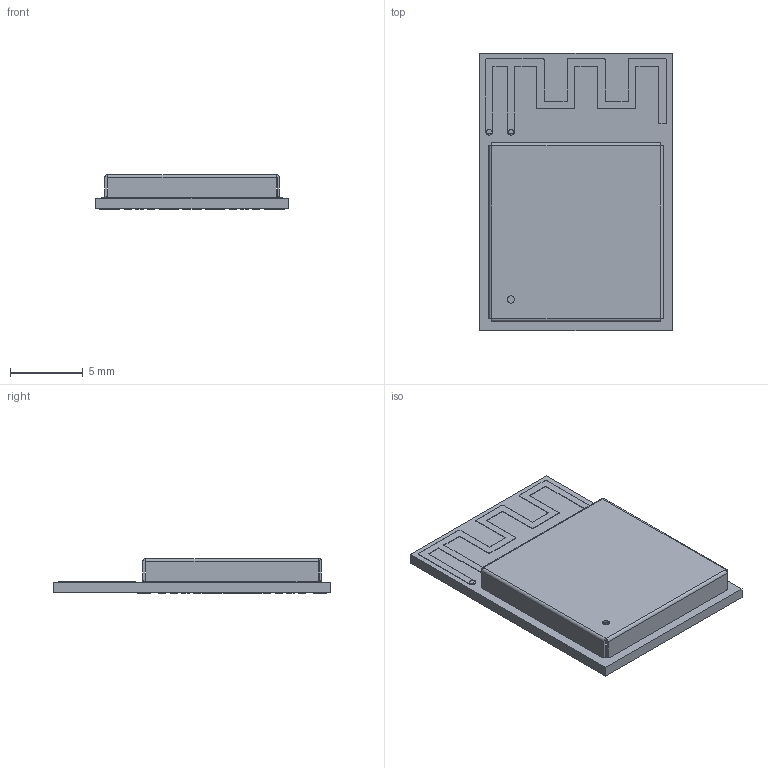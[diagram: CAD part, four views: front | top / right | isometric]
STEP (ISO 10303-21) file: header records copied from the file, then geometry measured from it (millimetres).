
FILE_DESCRIPTION (( 'STEP AP214' ), '1' );
FILE_NAME ('ESP32-MINI-1_20211122.STEP', '2021-11-22T02:50:21', ( '' ), ( '' ), 'SwSTEP 2.0', 'SolidWorks', '' );
FILE_SCHEMA (( 'AUTOMOTIVE_DESIGN' ));
Length unit declared in the file: millimetre
Products named in the file (231): Submodel-SOD882_part^DesignRootModel_PCB_ESP32-MINI-1_V1(2)_PCB_ESP32-MINI-1_V1; uid__1-298^DesignRootModel_PCB_ESP32-MINI-1_V1(2)_PCB_ESP32-MINI-1_V1; Submodel-C0201_part^DesignRootModel_PCB_ESP32-MINI-1_V1(2)_PCB_ESP32-MINI-1_V1; uid__1-187^DesignRootModel_PCB_ESP32-MINI-1_V1(2)_PCB_ESP32-MINI-1_V1; uid__1-244^DesignRootModel_PCB_ESP32-MINI-1_V1(2)_PCB_ESP32-MINI-1_V1; C0402_20210301.STEP^Submodel-C0402_part_DesignRootModel_PCB_ESP32-MINI-1_V1(2)_PCB_ESP32-MINI-1_V1; uid__1-323^DesignRootModel_PCB_ESP32-MINI-1_V1(2)_PCB_ESP32-MINI-1_V1; uid__4-157^DesignRootModel_PCB_ESP32-MINI-1_V1(2)_PCB_ESP32-MINI-1_V1; uid__1-348^DesignRootModel_PCB_ESP32-MINI-1_V1(2)_PCB_ESP32-MINI-1_V1; C0201_20210301.STEP^Submodel-C0201_part_DesignRootModel_PCB_ESP32-MINI-1_V1(2)_PCB_ESP32-MINI-1_V1; uid__4-139^DesignRootModel_PCB_ESP32-MINI-1_V1(2)_PCB_ESP32-MINI-1_V1; uid__1-235^DesignRootModel_PCB_ESP32-MINI-1_V1(2)_PCB_ESP32-MINI-1_V1; uid__4-104^DesignRootModel_PCB_ESP32-MINI-1_V1(2)_PCB_ESP32-MINI-1_V1; uid__4-87^DesignRootModel_PCB_ESP32-MINI-1_V1(2)_PCB_ESP32-MINI-1_V1; uid__4-3^DesignRootModel_PCB_ESP32-MINI-1_V1(2)_PCB_ESP32-MINI-1_V1; uid__1-232^DesignRootModel_PCB_ESP32-MINI-1_V1(2)_PCB_ESP32-MINI-1_V1; uid__1-309^DesignRootModel_PCB_ESP32-MINI-1_V1(2)_PCB_ESP32-MINI-1_V1; XTAL3225_20210301.STEP^Submodel-XTAL3225_part_DesignRootModel_PCB_ESP32-MINI-1_V1(2)_PCB_ESP32-MINI-1_V1; uid__4-44^DesignRootModel_PCB_ESP32-MINI-1_V1(2)_PCB_ESP32-MINI-1_V1; uid__1-345^DesignRootModel_PCB_ESP32-MINI-1_V1(2)_PCB_ESP32-MINI-1_V1; uid__4-140^DesignRootModel_PCB_ESP32-MINI-1_V1(2)_PCB_ESP32-MINI-1_V1; C0402_20210301.STEP^C0402_20210301.STEP_Submodel-C0402_part_DesignRootModel_PCB_ESP32-MINI-1_V1(2)_PCB_ESP32-MINI-1_V1; uid__1-370^DesignRootModel_PCB_ESP32-MINI-1_V1(2)_PCB_ESP32-MINI-1_V1; uid__1-335^DesignRootModel_PCB_ESP32-MINI-1_V1(2)_PCB_ESP32-MINI-1_V1; uid__1-274^DesignRootModel_PCB_ESP32-MINI-1_V1(2)_PCB_ESP32-MINI-1_V1; uid__1-307^DesignRootModel_PCB_ESP32-MINI-1_V1(2)_PCB_ESP32-MINI-1_V1; uid__1-220^DesignRootModel_PCB_ESP32-MINI-1_V1(2)_PCB_ESP32-MINI-1_V1; Submodel-XTAL3225_part^DesignRootModel_PCB_ESP32-MINI-1_V1(2)_PCB_ESP32-MINI-1_V1; uid__1-247^DesignRootModel_PCB_ESP32-MINI-1_V1(2)_PCB_ESP32-MINI-1_V1; Submodel-R0201_part^DesignRootModel_PCB_ESP32-MINI-1_V1(2)_PCB_ESP32-MINI-1_V1; uid__4-64^DesignRootModel_PCB_ESP32-MINI-1_V1(2)_PCB_ESP32-MINI-1_V1; uid__1-269^DesignRootModel_PCB_ESP32-MINI-1_V1(2)_PCB_ESP32-MINI-1_V1; uid__1-357^DesignRootModel_PCB_ESP32-MINI-1_V1(2)_PCB_ESP32-MINI-1_V1; uid__1-303^DesignRootModel_PCB_ESP32-MINI-1_V1(2)_PCB_ESP32-MINI-1_V1; uid__4-56^DesignRootModel_PCB_ESP32-MINI-1_V1(2)_PCB_ESP32-MINI-1_V1; uid__1-228^DesignRootModel_PCB_ESP32-MINI-1_V1(2)_PCB_ESP32-MINI-1_V1; uid__4-120^DesignRootModel_PCB_ESP32-MINI-1_V1(2)_PCB_ESP32-MINI-1_V1; uid__1-272^DesignRootModel_PCB_ESP32-MINI-1_V1(2)_PCB_ESP32-MINI-1_V1; uid__4-69^DesignRootModel_PCB_ESP32-MINI-1_V1(2)_PCB_ESP32-MINI-1_V1; uid__1-349^DesignRootModel_PCB_ESP32-MINI-1_V1(2)_PCB_ESP32-MINI-1_V1 ...
Assembly tree (247 placements, depth 6):
  ESP32-MINI-1_20211122
    PCB_ESP32-MINI-1_V1(2)^PCB_ESP32-MINI-1_V1
      DesignRootModel^PCB_ESP32-MINI-1_V1(2)_PCB_ESP32-MINI-1_V1
        Submodel-SOD882_part^DesignRootModel_PCB_ESP32-MINI-1_V1(2)_PCB_ESP32-MINI-1_V1
          DFN1006.STEP^Submodel-SOD882_part_DesignRootModel_PCB_ESP32-MINI-1_V1(2)_PCB_ESP32-MINI-1_V1
            DFN1006.STEP^DFN1006.STEP_Submodel-SOD882_part_DesignRootModel_PCB_ESP32-MINI-1_V1(2)_PCB_ESP32-MINI-1_V1
        Submodel-MINI-ANT-TYPED_2110587435_part^DesignRootModel_PCB_ESP32-MINI-1_V1(2)_PCB_ESP32-MINI-1_V1
          trace_1^Submodel-MINI-ANT-TYPED_2110587435_part_DesignRootModel_PCB_ESP32-MINI-1_V1(2)_PCB_ESP32-MINI-1_V1
        Submodel-C0402_part^DesignRootModel_PCB_ESP32-MINI-1_V1(2)_PCB_ESP32-MINI-1_V1
          C0402_20210301.STEP^Submodel-C0402_part_DesignRootModel_PCB_ESP32-MINI-1_V1(2)_PCB_ESP32-MINI-1_V1
            C0402_20210301.STEP^C0402_20210301.STEP_Submodel-C0402_part_DesignRootModel_PCB_ESP32-MINI-1_V1(2)_PCB_ESP32-MINI-1_V1
        Submodel-R0201_part^DesignRootModel_PCB_ESP32-MINI-1_V1(2)_PCB_ESP32-MINI-1_V1
          R0201_20210301.STEP^Submodel-R0201_part_DesignRootModel_PCB_ESP32-MINI-1_V1(2)_PCB_ESP32-MINI-1_V1
            R0201_20210301.STEP^R0201_20210301.STEP_Submodel-R0201_part_DesignRootModel_PCB_ESP32-MINI-1_V1(2)_PCB_ESP32-MINI-1_V1
        Submodel-R0201_part^DesignRootModel_PCB_ESP32-MINI-1_V1(2)_PCB_ESP32-MINI-1_V1
          R0201_20210301.STEP^Submodel-R0201_part_DesignRootModel_PCB_ESP32-MINI-1_V1(2)_PCB_ESP32-MINI-1_V1
            R0201_20210301.STEP^R0201_20210301.STEP_Submodel-R0201_part_DesignRootModel_PCB_ESP32-MINI-1_V1(2)_PCB_ESP32-MINI-1_V1
        Submodel-C0201_part^DesignRootModel_PCB_ESP32-MINI-1_V1(2)_PCB_ESP32-MINI-1_V1
          C0201_20210301.STEP^Submodel-C0201_part_DesignRootModel_PCB_ESP32-MINI-1_V1(2)_PCB_ESP32-MINI-1_V1
            C0201_20210301.STEP^C0201_20210301.STEP_Submodel-C0201_part_DesignRootModel_PCB_ESP32-MINI-1_V1(2)_PCB_ESP32-MINI-1_V1
        Submodel-C0201_part^DesignRootModel_PCB_ESP32-MINI-1_V1(2)_PCB_ESP32-MINI-1_V1
          C0201_20210301.STEP^Submodel-C0201_part_DesignRootModel_PCB_ESP32-MINI-1_V1(2)_PCB_ESP32-MINI-1_V1
            C0201_20210301.STEP^C0201_20210301.STEP_Submodel-C0201_part_DesignRootModel_PCB_ESP32-MINI-1_V1(2)_PCB_ESP32-MINI-1_V1
        Submodel-C0201_part^DesignRootModel_PCB_ESP32-MINI-1_V1(2)_PCB_ESP32-MINI-1_V1
          C0201_20210301.STEP^Submodel-C0201_part_DesignRootModel_PCB_ESP32-MINI-1_V1(2)_PCB_ESP32-MINI-1_V1
            C0201_20210301.STEP^C0201_20210301.STEP_Submodel-C0201_part_DesignRootModel_PCB_ESP32-MINI-1_V1(2)_PCB_ESP32-MINI-1_V1
        Submodel-C0201_part^DesignRootModel_PCB_ESP32-MINI-1_V1(2)_PCB_ESP32-MINI-1_V1
          C0201_20210301.STEP^Submodel-C0201_part_DesignRootModel_PCB_ESP32-MINI-1_V1(2)_PCB_ESP32-MINI-1_V1
            C0201_20210301.STEP^C0201_20210301.STEP_Submodel-C0201_part_DesignRootModel_PCB_ESP32-MINI-1_V1(2)_PCB_ESP32-MINI-1_V1
        Submodel-C0201_part^DesignRootModel_PCB_ESP32-MINI-1_V1(2)_PCB_ESP32-MINI-1_V1
          C0201_20210301.STEP^Submodel-C0201_part_DesignRootModel_PCB_ESP32-MINI-1_V1(2)_PCB_ESP32-MINI-1_V1
            C0201_20210301.STEP^C0201_20210301.STEP_Submodel-C0201_part_DesignRootModel_PCB_ESP32-MINI-1_V1(2)_PCB_ESP32-MINI-1_V1
        Submodel-C0201_part^DesignRootModel_PCB_ESP32-MINI-1_V1(2)_PCB_ESP32-MINI-1_V1
          C0201_20210301.STEP^Submodel-C0201_part_DesignRootModel_PCB_ESP32-MINI-1_V1(2)_PCB_ESP32-MINI-1_V1
            C0201_20210301.STEP^C0201_20210301.STEP_Submodel-C0201_part_DesignRootModel_PCB_ESP32-MINI-1_V1(2)_PCB_ESP32-MINI-1_V1
        Submodel-C0201_part^DesignRootModel_PCB_ESP32-MINI-1_V1(2)_PCB_ESP32-MINI-1_V1
          C0201_20210301.STEP^Submodel-C0201_part_DesignRootModel_PCB_ESP32-MINI-1_V1(2)_PCB_ESP32-MINI-1_V1
            C0201_20210301.STEP^C0201_20210301.STEP_Submodel-C0201_part_DesignRootModel_PCB_ESP32-MINI-1_V1(2)_PCB_ESP32-MINI-1_V1
        Submodel-C0201_part^DesignRootModel_PCB_ESP32-MINI-1_V1(2)_PCB_ESP32-MINI-1_V1
          C0201_20210301.STEP^Submodel-C0201_part_DesignRootModel_PCB_ESP32-MINI-1_V1(2)_PCB_ESP32-MINI-1_V1
            C0201_20210301.STEP^C0201_20210301.STEP_Submodel-C0201_part_DesignRootModel_PCB_ESP32-MINI-1_V1(2)_PCB_ESP32-MINI-1_V1
        Submodel-C0201_part^DesignRootModel_PCB_ESP32-MINI-1_V1(2)_PCB_ESP32-MINI-1_V1
          C0201_20210301.STEP^Submodel-C0201_part_DesignRootModel_PCB_ESP32-MINI-1_V1(2)_PCB_ESP32-MINI-1_V1
            C0201_20210301.STEP^C0201_20210301.STEP_Submodel-C0201_part_DesignRootModel_PCB_ESP32-MINI-1_V1(2)_PCB_ESP32-MINI-1_V1
        Submodel-C0201_part^DesignRootModel_PCB_ESP32-MINI-1_V1(2)_PCB_ESP32-MINI-1_V1
          C0201_20210301.STEP^Submodel-C0201_part_DesignRootModel_PCB_ESP32-MINI-1_V1(2)_PCB_ESP32-MINI-1_V1
            C0201_20210301.STEP^C0201_20210301.STEP_Submodel-C0201_part_DesignRootModel_PCB_ESP32-MINI-1_V1(2)_PCB_ESP32-MINI-1_V1
        Submodel-C0201_part^DesignRootModel_PCB_ESP32-MINI-1_V1(2)_PCB_ESP32-MINI-1_V1
          C0201_20210301.STEP^Submodel-C0201_part_DesignRootModel_PCB_ESP32-MINI-1_V1(2)_PCB_ESP32-MINI-1_V1
            C0201_20210301.STEP^C0201_20210301.STEP_Submodel-C0201_part_DesignRootModel_PCB_ESP32-MINI-1_V1(2)_PCB_ESP32-MINI-1_V1
        Submodel-L0201_part^DesignRootModel_PCB_ESP32-MINI-1_V1(2)_PCB_ESP32-MINI-1_V1
          L0201_20210301.STEP^Submodel-L0201_part_DesignRootModel_PCB_ESP32-MINI-1_V1(2)_PCB_ESP32-MINI-1_V1
            L0201_20210301.STEP^L0201_20210301.STEP_Submodel-L0201_part_DesignRootModel_PCB_ESP32-MINI-1_V1(2)_PCB_ESP32-MINI-1_V1
        Submodel-L0201_part^DesignRootModel_PCB_ESP32-MINI-1_V1(2)_PCB_ESP32-MINI-1_V1
          L0201_20210301.STEP^Submodel-L0201_part_DesignRootModel_PCB_ESP32-MINI-1_V1(2)_PCB_ESP32-MINI-1_V1
            L0201_20210301.STEP^L0201_20210301.STEP_Submodel-L0201_part_DesignRootModel_PCB_ESP32-MINI-1_V1(2)_PCB_ESP32-MINI-1_V1
        Submodel-XTAL3225_part^DesignRootModel_PCB_ESP32-MINI-1_V1(2)_PCB_ESP32-MINI-1_V1
          XTAL3225_20210301.STEP^Submodel-XTAL3225_part_DesignRootModel_PCB_ESP32-MINI-1_V1(2)_PCB_ESP32-MINI-1_V1
            XTAL3225_20210301.STEP^XTAL3225_20210301.STEP_Submodel-XTAL3225_part_DesignRootModel_PCB_ESP32-MINI-1_V1(2)_PCB_ESP32-MINI-1_V1
        Submodel-C0201_part^DesignRootModel_PCB_ESP32-MINI-1_V1(2)_PCB_ESP32-MINI-1_V1
Bounding box: 13.2 x 19 x 2.4 mm (x, y, z)
Volume: 243.8 mm3; surface area: 1310.1 mm2
Topology: 208 solids, 209 shells, 2944 faces, 7048 edges, 4440 vertices
Faces by surface type: plane 2207, cylinder 555, sphere 144, bspline 34, torus 4
Entity records: 75293 total; most frequent: CARTESIAN_POINT 13837, DIRECTION 10689, ORIENTED_EDGE 10592, EDGE_CURVE 5296, LINE 4697, VECTOR 4697, VERTEX_POINT 3488, AXIS2_PLACEMENT_3D 2996
